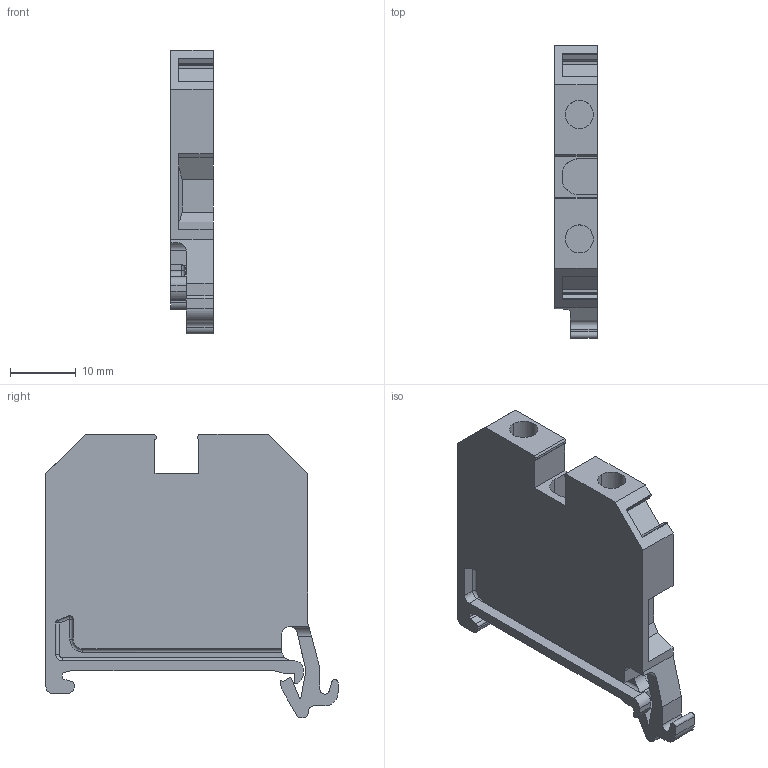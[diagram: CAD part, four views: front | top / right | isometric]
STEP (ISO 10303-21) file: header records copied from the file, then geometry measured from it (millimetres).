
FILE_DESCRIPTION(('CATIA V5 STEP Exchange','CAx-IF Rec.Pracs.--- Model Styling and Organization---1.4--- 2014-01-23'),'2;1');
FILE_NAME ('011362-2_1', '2021-09-21T05:34:39+00:00', ('none'), ('Weidmueller'), 'CATIA Version 5-6 Release 2016 SP3 HF44', 'CATIA V5 STEP AP214', 'none');
FILE_SCHEMA(('AUTOMOTIVE_DESIGN { 1 0 10303 214 1 1 1 1 }'));
Length unit declared in the file: millimetre
Products named in the file (1): 1323660000
Bounding box: 6.5 x 44.6 x 43.35 mm (x, y, z)
Volume: 7664 mm3; surface area: 4905.5 mm2
Topology: 1 solids, 1 shells, 170 faces, 490 edges, 326 vertices
Faces by surface type: plane 110, cylinder 55, sphere 3, torus 2
Entity records: 5421 total; most frequent: CARTESIAN_POINT 1033, ORIENTED_EDGE 976, DIRECTION 776, EDGE_CURVE 488, VECTOR 367, LINE 367, VERTEX_POINT 326, AXIS2_PLACEMENT_3D 261
